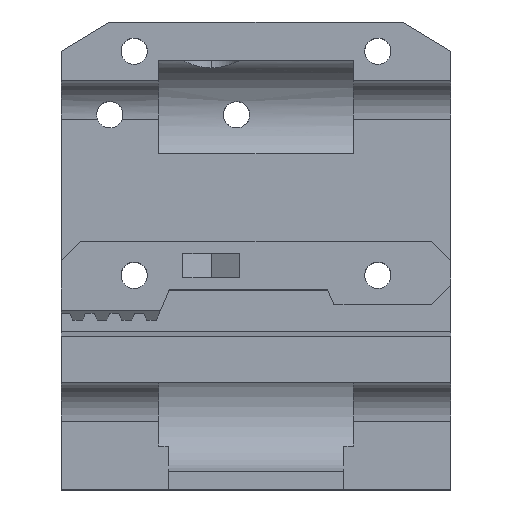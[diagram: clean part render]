
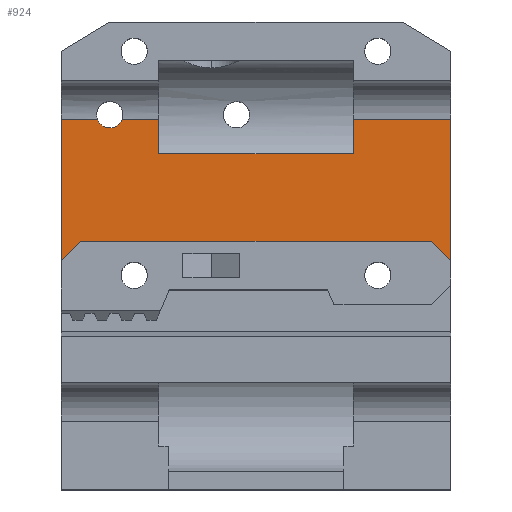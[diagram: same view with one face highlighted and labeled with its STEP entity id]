
A CAD part, top view. The second image highlights one B-rep face of the part: STEP entity #924.
In plain terms, the highlighted planar face has unit normal (0, 0, 1).
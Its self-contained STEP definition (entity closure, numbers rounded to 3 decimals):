
#15 = VERTEX_POINT ( 'NONE', #1533 ) ;
#73 = VERTEX_POINT ( 'NONE', #1586 ) ;
#82 = EDGE_CURVE ( 'NONE', #110, #73, #1677, .T. ) ;
#110 = VERTEX_POINT ( 'NONE', #1684 ) ;
#530 = VERTEX_POINT ( 'NONE', #1733 ) ;
#544 = EDGE_CURVE ( 'NONE', #546, #720, #1760, .T. ) ;
#546 = VERTEX_POINT ( 'NONE', #1766 ) ;
#682 = EDGE_CURVE ( 'NONE', #718, #720, #2023, .T. ) ;
#718 = VERTEX_POINT ( 'NONE', #2105 ) ;
#720 = VERTEX_POINT ( 'NONE', #2071 ) ;
#807 = EDGE_CURVE ( 'NONE', #718, #530, #2336, .T. ) ;
#840 = ORIENTED_EDGE ( 'NONE', *, *, #843, .F. ) ;
#841 = EDGE_CURVE ( 'NONE', #859, #842, #2403, .T. ) ;
#842 = VERTEX_POINT ( 'NONE', #2401 ) ;
#843 = EDGE_CURVE ( 'NONE', #15, #842, #2398, .T. ) ;
#844 = EDGE_CURVE ( 'NONE', #15, #110, #2348, .T. ) ;
#846 = ORIENTED_EDGE ( 'NONE', *, *, #854, .T. ) ;
#849 = EDGE_LOOP ( 'NONE', ( #926, #923, #925, #921, #840, #908, #922, #912, #915, #846, #920, #918 ) ) ;
#851 = VERTEX_POINT ( 'NONE', #2384 ) ;
#853 = EDGE_CURVE ( 'NONE', #530, #859, #2379, .T. ) ;
#854 = EDGE_CURVE ( 'NONE', #909, #851, #2434, .T. ) ;
#856 = VERTEX_POINT ( 'NONE', #2388 ) ;
#859 = VERTEX_POINT ( 'NONE', #2430 ) ;
#908 = ORIENTED_EDGE ( 'NONE', *, *, #844, .T. ) ;
#909 = VERTEX_POINT ( 'NONE', #1984 ) ;
#911 = EDGE_CURVE ( 'NONE', #73, #856, #2228, .T. ) ;
#912 = ORIENTED_EDGE ( 'NONE', *, *, #911, .T. ) ;
#913 = EDGE_CURVE ( 'NONE', #909, #856, #1714, .T. ) ;
#915 = ORIENTED_EDGE ( 'NONE', *, *, #913, .F. ) ;
#918 = ORIENTED_EDGE ( 'NONE', *, *, #544, .T. ) ;
#919 = EDGE_CURVE ( 'NONE', #851, #546, #2529, .T. ) ;
#920 = ORIENTED_EDGE ( 'NONE', *, *, #919, .T. ) ;
#921 = ORIENTED_EDGE ( 'NONE', *, *, #841, .T. ) ;
#922 = ORIENTED_EDGE ( 'NONE', *, *, #82, .T. ) ;
#923 = ORIENTED_EDGE ( 'NONE', *, *, #807, .T. ) ;
#924 = ADVANCED_FACE ( 'NONE', ( #2522 ), #2521, .T. ) ;
#925 = ORIENTED_EDGE ( 'NONE', *, *, #853, .T. ) ;
#926 = ORIENTED_EDGE ( 'NONE', *, *, #682, .F. ) ;
#1533 = CARTESIAN_POINT ( 'NONE',  ( 38., 15.5, 4. ) ) ;
#1586 = CARTESIAN_POINT ( 'NONE',  ( 40., 28., 4. ) ) ;
#1668 = DIRECTION ( 'NONE',  ( 0., 1., 0. ) ) ;
#1669 = VECTOR ( 'NONE', #1668, 1000. ) ;
#1670 = CARTESIAN_POINT ( 'NONE',  ( 40., -10., 4. ) ) ;
#1677 = LINE ( 'NONE', #1670, #1669 ) ;
#1684 = CARTESIAN_POINT ( 'NONE',  ( 40., 13.5, 4. ) ) ;
#1714 = LINE ( 'NONE', #1724, #1723 ) ;
#1722 = DIRECTION ( 'NONE',  ( 0., 1., 0. ) ) ;
#1723 = VECTOR ( 'NONE', #1722, 1000. ) ;
#1724 = CARTESIAN_POINT ( 'NONE',  ( 30., -10., 4. ) ) ;
#1733 = CARTESIAN_POINT ( 'NONE',  ( 0., 28., 4. ) ) ;
#1757 = DIRECTION ( 'NONE',  ( -1., 0., 0. ) ) ;
#1758 = VECTOR ( 'NONE', #1757, 1000. ) ;
#1759 = CARTESIAN_POINT ( 'NONE',  ( 0., 28., 4. ) ) ;
#1760 = LINE ( 'NONE', #1759, #1758 ) ;
#1766 = CARTESIAN_POINT ( 'NONE',  ( 10., 28., 4. ) ) ;
#1984 = CARTESIAN_POINT ( 'NONE',  ( 30., 24.506, 4. ) ) ;
#2005 = DIRECTION ( 'NONE',  ( 1., 0., 0. ) ) ;
#2012 = AXIS2_PLACEMENT_3D ( 'NONE', #2015, #2014, #2005 ) ;
#2014 = DIRECTION ( 'NONE',  ( 0., 0., 1. ) ) ;
#2015 = CARTESIAN_POINT ( 'NONE',  ( 5., 28.5, 4. ) ) ;
#2023 = CIRCLE ( 'NONE', #2012, 1.35 ) ;
#2071 = CARTESIAN_POINT ( 'NONE',  ( 6.254, 28., 4. ) ) ;
#2105 = CARTESIAN_POINT ( 'NONE',  ( 3.746, 28., 4. ) ) ;
#2228 = LINE ( 'NONE', #2235, #2230 ) ;
#2229 = DIRECTION ( 'NONE',  ( -1., 0., 0. ) ) ;
#2230 = VECTOR ( 'NONE', #2229, 1000. ) ;
#2235 = CARTESIAN_POINT ( 'NONE',  ( 0., 28., 4. ) ) ;
#2328 = DIRECTION ( 'NONE',  ( -1., 0., 0. ) ) ;
#2329 = VECTOR ( 'NONE', #2328, 1000. ) ;
#2335 = CARTESIAN_POINT ( 'NONE',  ( 0., 28., 4. ) ) ;
#2336 = LINE ( 'NONE', #2335, #2329 ) ;
#2348 = LINE ( 'NONE', #2391, #2390 ) ;
#2352 = VECTOR ( 'NONE', #2397, 1000. ) ;
#2374 = DIRECTION ( 'NONE',  ( 0., -1., 0. ) ) ;
#2375 = VECTOR ( 'NONE', #2374, 1000. ) ;
#2378 = CARTESIAN_POINT ( 'NONE',  ( 0., -10., 4. ) ) ;
#2379 = LINE ( 'NONE', #2378, #2375 ) ;
#2384 = CARTESIAN_POINT ( 'NONE',  ( 10., 24.506, 4. ) ) ;
#2388 = CARTESIAN_POINT ( 'NONE',  ( 30., 28., 4. ) ) ;
#2389 = DIRECTION ( 'NONE',  ( 0.707, -0.707, 0. ) ) ;
#2390 = VECTOR ( 'NONE', #2389, 1000. ) ;
#2391 = CARTESIAN_POINT ( 'NONE',  ( 40., 13.5, 4. ) ) ;
#2394 = VECTOR ( 'NONE', #2395, 1000. ) ;
#2395 = DIRECTION ( 'NONE',  ( -1., 0., 0. ) ) ;
#2396 = CARTESIAN_POINT ( 'NONE',  ( 40., 15.5, 4. ) ) ;
#2397 = DIRECTION ( 'NONE',  ( 0.707, 0.707, 0. ) ) ;
#2398 = LINE ( 'NONE', #2396, #2394 ) ;
#2401 = CARTESIAN_POINT ( 'NONE',  ( 2., 15.5, 4. ) ) ;
#2402 = CARTESIAN_POINT ( 'NONE',  ( 2., 15.5, 4. ) ) ;
#2403 = LINE ( 'NONE', #2402, #2352 ) ;
#2430 = CARTESIAN_POINT ( 'NONE',  ( 0., 13.5, 4. ) ) ;
#2431 = DIRECTION ( 'NONE',  ( -1., 0., 0. ) ) ;
#2432 = VECTOR ( 'NONE', #2431, 1000. ) ;
#2433 = CARTESIAN_POINT ( 'NONE',  ( 30., 24.506, 4. ) ) ;
#2434 = LINE ( 'NONE', #2433, #2432 ) ;
#2510 = DIRECTION ( 'NONE',  ( 1., 0., 0. ) ) ;
#2511 = DIRECTION ( 'NONE',  ( 0., 0., 1. ) ) ;
#2518 = DIRECTION ( 'NONE',  ( 0., 1., 0. ) ) ;
#2519 = VECTOR ( 'NONE', #2518, 1000. ) ;
#2520 = CARTESIAN_POINT ( 'NONE',  ( 10., -10., 4. ) ) ;
#2521 = PLANE ( 'NONE',  #2528 ) ;
#2522 = FACE_OUTER_BOUND ( 'NONE', #849, .T. ) ;
#2528 = AXIS2_PLACEMENT_3D ( 'NONE', #2531, #2511, #2510 ) ;
#2529 = LINE ( 'NONE', #2520, #2519 ) ;
#2531 = CARTESIAN_POINT ( 'NONE',  ( 40., -10., 4. ) ) ;
